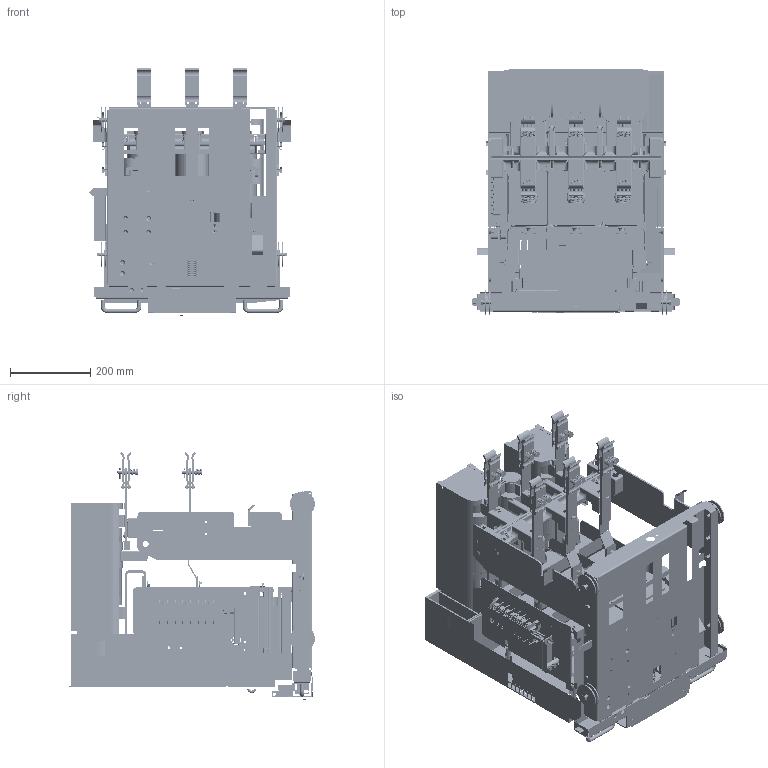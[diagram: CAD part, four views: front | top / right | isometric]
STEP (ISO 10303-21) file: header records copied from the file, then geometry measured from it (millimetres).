
FILE_DESCRIPTION((''),'2;1');
FILE_NAME('SUSOL_VCS_B_SW0002','2017-04-04T',('bssim'),(''),'CREO PARAMETRIC BY PTC INC, 2015380','CREO PARAMETRIC BY PTC INC, 2015380','');
FILE_SCHEMA(('CONFIG_CONTROL_DESIGN'));
Products named in the file (1): SUSOL_VCS_B_SW0002
Bounding box: 518 x 611 x 616.2 mm (x, y, z)
Surface area: 4490223.8 mm2 (no closed solid volume)
Topology: 0 solids, 804 shells, 2811 faces, 16293 edges, 13955 vertices
Faces by surface type: plane 1672, cylinder 846, bspline 102, cone 98, torus 82, sphere 11
Entity records: 212354 total; most frequent: CARTESIAN_POINT 89984, DIRECTION 24889, ORIENTED_EDGE 19745, EDGE_CURVE 16292, VERTEX_POINT 13955, VECTOR 10243, LINE 10243, AXIS2_PLACEMENT_3D 7323
